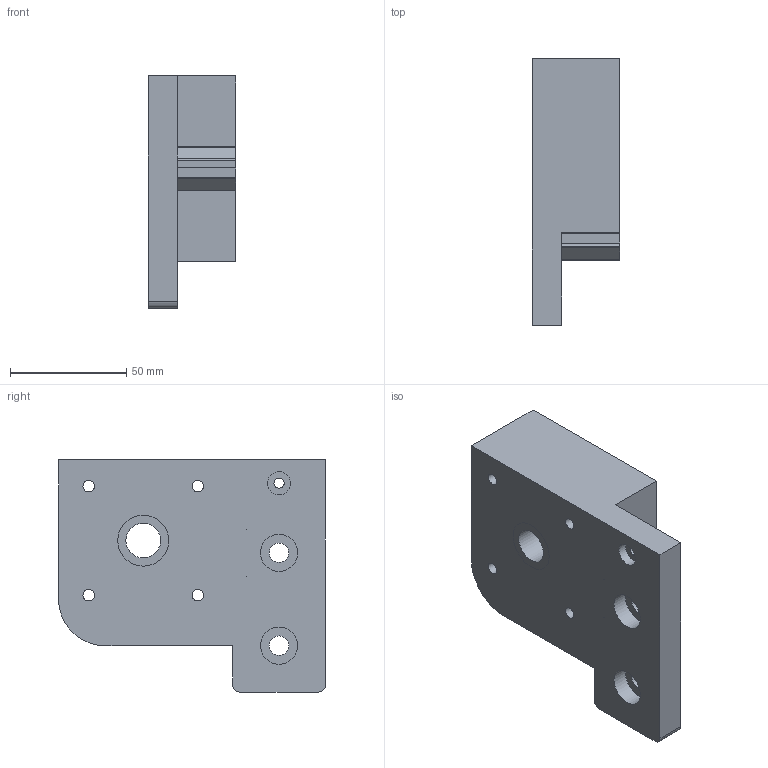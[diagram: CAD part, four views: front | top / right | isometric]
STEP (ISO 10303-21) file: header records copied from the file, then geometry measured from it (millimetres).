
FILE_DESCRIPTION(/* description */ (''),/* implementation_level */ '2;1');
FILE_NAME(/* name */ 'CNC_LeftBack.step',/* time_stamp */ '2024-07-18T11:50:26-07:00',/* author */ (''),/* organization */ (''),/* preprocessor_version */ 'ST-DEVELOPER v20',/* originating_system */ 'Autodesk Translation Framework v13.14.0.145',/* authorisation */ '');
FILE_SCHEMA (('AUTOMOTIVE_DESIGN { 1 0 10303 214 3 1 1 }'));
Length unit declared in the file: millimetre
Products named in the file (1): CNC Assembly_LeftBack
Bounding box: 37.7 x 115 x 100 mm (x, y, z)
Volume: 262057.7 mm3; surface area: 38467.4 mm2
Topology: 1 solids, 1 shells, 56 faces, 146 edges, 97 vertices
Faces by surface type: cylinder 30, plane 26
Full cylindrical faces by diameter (mm): 4.4 x1, 5 x4, 8.4 x2, 10 x1, 15 x1, 16 x2, 22 x1, 22.4 x1
Entity records: 1822 total; most frequent: DIRECTION 320, CARTESIAN_POINT 300, ORIENTED_EDGE 292, EDGE_CURVE 146, AXIS2_PLACEMENT_3D 117, VERTEX_POINT 97, LINE 86, VECTOR 86
